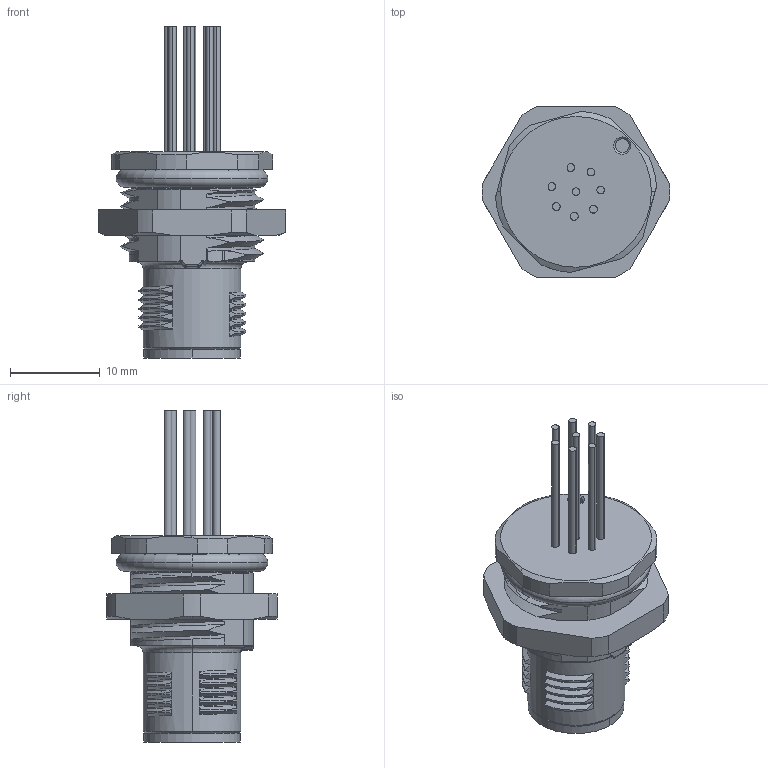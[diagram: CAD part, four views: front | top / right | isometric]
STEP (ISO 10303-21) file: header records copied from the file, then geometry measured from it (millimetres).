
FILE_DESCRIPTION((''),'2;1');
FILE_NAME('DM_CAD-6662','2019-04-30T09:41:35',('creinig-se'),(''),'CREO PARAMETRIC BY PTC INC, 2018420','CREO PARAMETRIC BY PTC INC, 2018420','');
FILE_SCHEMA(('CONFIG_CONTROL_DESIGN','SHAPE_APPEARANCE_LAYERS_GROUPS'));
Length unit declared in the file: millimetre
Products named in the file (1): DM_CAD-6662
Bounding box: 20.9 x 19 x 37 mm (x, y, z)
Volume: 3277.6 mm3; surface area: 2662.7 mm2
Topology: 1 solids, 1 shells, 540 faces, 1432 edges, 927 vertices
Faces by surface type: plane 306, cylinder 121, bspline 55, sphere 20, cone 19, torus 19
Entity records: 24010 total; most frequent: CARTESIAN_POINT 5774, ORIENTED_EDGE 2818, DIRECTION 2474, PRESENTATION_STYLE_ASSIGNMENT 1501, STYLED_ITEM 1441, CURVE_STYLE 1413, EDGE_CURVE 1409, VERTEX_POINT 921
